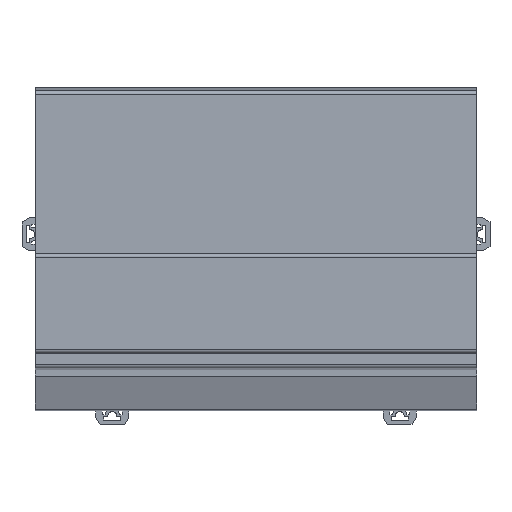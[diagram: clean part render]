
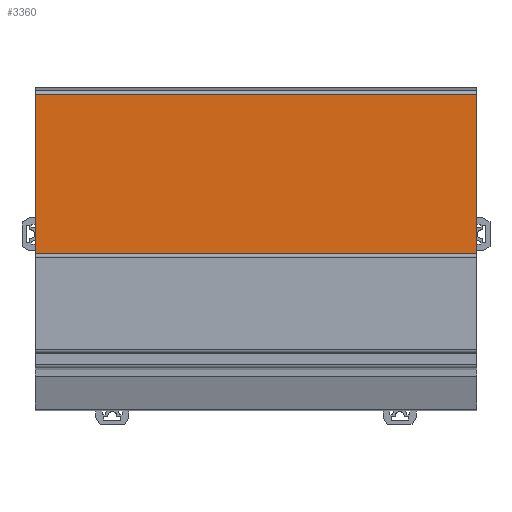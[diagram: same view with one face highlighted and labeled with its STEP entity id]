
A CAD part, top view. The second image highlights one B-rep face of the part: STEP entity #3360.
In plain terms, the highlighted planar face has unit normal (0, 0, 1).
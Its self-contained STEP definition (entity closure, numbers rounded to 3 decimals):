
#1889=CARTESIAN_POINT('',(0.0,-2.073,60.592));
#1890=VERTEX_POINT('',#1889);
#1897=CARTESIAN_POINT('',(0.0,69.483,60.592));
#1898=VERTEX_POINT('',#1897);
#1899=CARTESIAN_POINT('',(0.0,69.483,60.592));
#1900=DIRECTION('',(0.0,-1.0,0.0));
#1901=VECTOR('',#1900,71.556);
#1902=LINE('',#1899,#1901);
#1903=EDGE_CURVE('',#1898,#1890,#1902,.T.);
#3330=CARTESIAN_POINT('',(198.0,69.483,60.592));
#3331=DIRECTION('',(0.0,0.0,1.0));
#3332=DIRECTION('',(1.0,0.0,0.0));
#3333=AXIS2_PLACEMENT_3D('',#3330,#3331,#3332);
#3334=PLANE('',#3333);
#3335=CARTESIAN_POINT('',(198.0,-2.073,60.592));
#3336=VERTEX_POINT('',#3335);
#3337=CARTESIAN_POINT('',(198.0,-2.073,60.592));
#3338=DIRECTION('',(-1.0,0.0,0.0));
#3339=VECTOR('',#3338,198.0);
#3340=LINE('',#3337,#3339);
#3341=EDGE_CURVE('',#3336,#1890,#3340,.T.);
#3342=ORIENTED_EDGE('',*,*,#3341,.F.);
#3343=CARTESIAN_POINT('',(198.0,69.483,60.592));
#3344=VERTEX_POINT('',#3343);
#3345=CARTESIAN_POINT('',(198.0,-2.073,60.592));
#3346=DIRECTION('',(0.0,1.0,0.0));
#3347=VECTOR('',#3346,71.556);
#3348=LINE('',#3345,#3347);
#3349=EDGE_CURVE('',#3336,#3344,#3348,.T.);
#3350=ORIENTED_EDGE('',*,*,#3349,.T.);
#3351=CARTESIAN_POINT('',(198.0,69.483,60.592));
#3352=DIRECTION('',(-1.0,0.0,0.0));
#3353=VECTOR('',#3352,198.0);
#3354=LINE('',#3351,#3353);
#3355=EDGE_CURVE('',#3344,#1898,#3354,.T.);
#3356=ORIENTED_EDGE('',*,*,#3355,.T.);
#3357=ORIENTED_EDGE('',*,*,#1903,.T.);
#3358=EDGE_LOOP('',(#3342,#3350,#3356,#3357));
#3359=FACE_OUTER_BOUND('',#3358,.T.);
#3360=ADVANCED_FACE('',(#3359),#3334,.T.);
